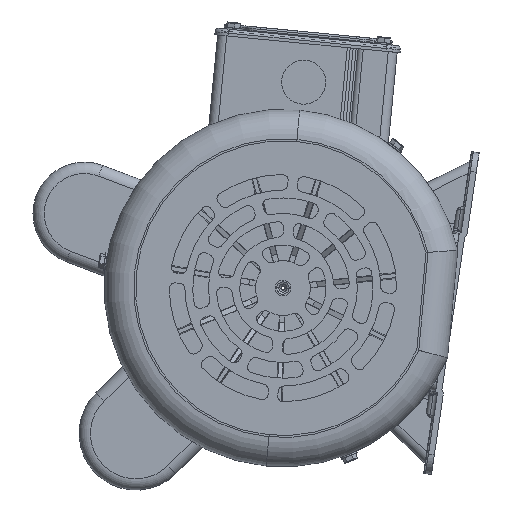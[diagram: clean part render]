
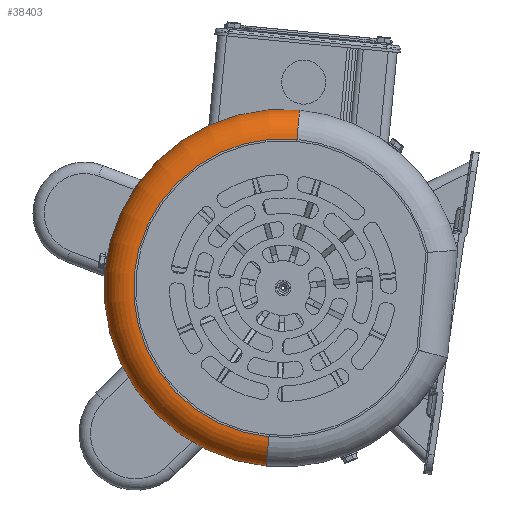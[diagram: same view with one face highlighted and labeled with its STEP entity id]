
A CAD part, left-side view. The second image highlights one B-rep face of the part: STEP entity #38403.
In plain terms, the highlighted toroidal (fillet/blend) face has major radius 76.25 mm and minor radius 15 mm.
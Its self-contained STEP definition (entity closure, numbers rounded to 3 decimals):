
#2866 = ORIENTED_EDGE ( 'NONE', *, *, #5525, .F. ) ;
#3551 = EDGE_CURVE ( 'NONE', #66722, #7074, #60303, .T. ) ;
#5525 = EDGE_CURVE ( 'NONE', #66722, #35624, #60807, .T. ) ;
#6959 = DIRECTION ( 'NONE',  ( 0., -0.094, 0.996 ) ) ;
#7074 = VERTEX_POINT ( 'NONE', #34690 ) ;
#7279 = CARTESIAN_POINT ( 'NONE',  ( 25.103, 179.473, 213.63 ) ) ;
#8188 = AXIS2_PLACEMENT_3D ( 'NONE', #38632, #83546, #45094 ) ;
#8318 = DIRECTION ( 'NONE',  ( 0., 0.996, 0.094 ) ) ;
#8532 = DIRECTION ( 'NONE',  ( 0., -0.996, -0.094 ) ) ;
#11687 = CIRCLE ( 'NONE', #61724, 15. ) ;
#13713 = AXIS2_PLACEMENT_3D ( 'NONE', #51783, #45588, #6959 ) ;
#13767 = DIRECTION ( 'NONE',  ( 0., -0.094, 0.996 ) ) ;
#17353 = CARTESIAN_POINT ( 'NONE',  ( 40.103, 188.03, 122.782 ) ) ;
#23396 = EDGE_LOOP ( 'NONE', ( #2866, #70344, #37817, #64069 ) ) ;
#27439 = VERTEX_POINT ( 'NONE', #59731 ) ;
#34690 = CARTESIAN_POINT ( 'NONE',  ( 25.103, 186.623, 137.716 ) ) ;
#35624 = VERTEX_POINT ( 'NONE', #46903 ) ;
#36056 = AXIS2_PLACEMENT_3D ( 'NONE', #46914, #8318, #53390 ) ;
#37817 = ORIENTED_EDGE ( 'NONE', *, *, #63627, .F. ) ;
#38403 = ADVANCED_FACE ( 'NONE', ( #50360 ), #78472, .T. ) ;
#38632 = CARTESIAN_POINT ( 'NONE',  ( 40.103, 179.473, 213.63 ) ) ;
#40078 = CIRCLE ( 'NONE', #59890, 76.25 ) ;
#45094 = DIRECTION ( 'NONE',  ( 0., -0.094, 0.996 ) ) ;
#45588 = DIRECTION ( 'NONE',  ( -1., 0., 0. ) ) ;
#46903 = CARTESIAN_POINT ( 'NONE',  ( 40.103, 170.917, 304.478 ) ) ;
#46914 = CARTESIAN_POINT ( 'NONE',  ( 40.103, 186.623, 137.716 ) ) ;
#47135 = CARTESIAN_POINT ( 'NONE',  ( 40.103, 172.323, 289.544 ) ) ;
#50360 = FACE_OUTER_BOUND ( 'NONE', #23396, .T. ) ;
#51783 = CARTESIAN_POINT ( 'NONE',  ( 40.103, 179.473, 213.63 ) ) ;
#52360 = DIRECTION ( 'NONE',  ( -1., 0., 0. ) ) ;
#53390 = DIRECTION ( 'NONE',  ( 0., -0.094, 0.996 ) ) ;
#53622 = DIRECTION ( 'NONE',  ( 0., 0.094, -0.996 ) ) ;
#59731 = CARTESIAN_POINT ( 'NONE',  ( 25.103, 172.323, 289.544 ) ) ;
#59890 = AXIS2_PLACEMENT_3D ( 'NONE', #7279, #52360, #13767 ) ;
#60303 = CIRCLE ( 'NONE', #36056, 15. ) ;
#60807 = CIRCLE ( 'NONE', #8188, 91.25 ) ;
#61724 = AXIS2_PLACEMENT_3D ( 'NONE', #47135, #8532, #53622 ) ;
#63627 = EDGE_CURVE ( 'NONE', #27439, #7074, #40078, .T. ) ;
#64069 = ORIENTED_EDGE ( 'NONE', *, *, #81599, .F. ) ;
#66722 = VERTEX_POINT ( 'NONE', #17353 ) ;
#70344 = ORIENTED_EDGE ( 'NONE', *, *, #3551, .T. ) ;
#78472 = TOROIDAL_SURFACE ( 'NONE', #13713, 76.25, 15. ) ;
#81599 = EDGE_CURVE ( 'NONE', #35624, #27439, #11687, .T. ) ;
#83546 = DIRECTION ( 'NONE',  ( 1., 0., 0. ) ) ;
